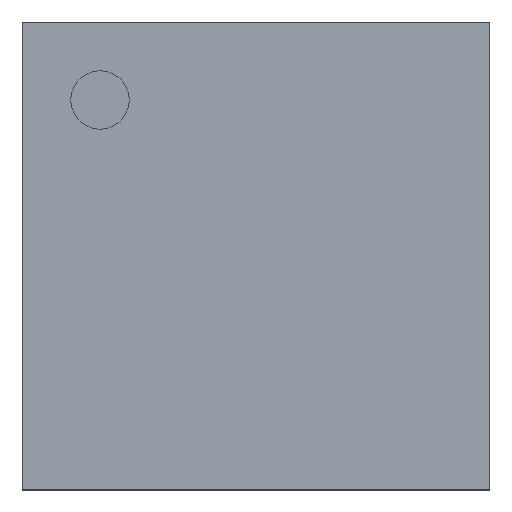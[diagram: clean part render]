
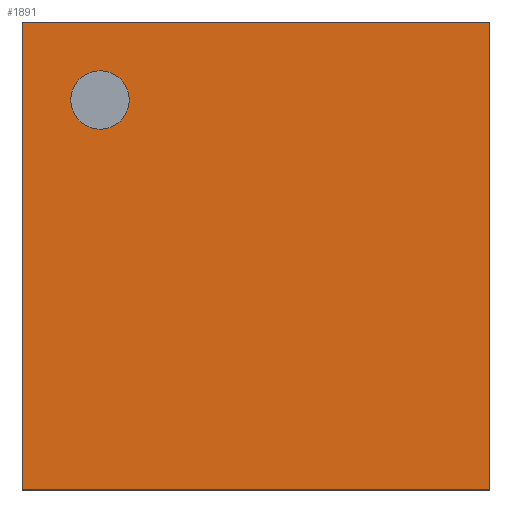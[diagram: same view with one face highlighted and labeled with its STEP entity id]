
A CAD part, top view. The second image highlights one B-rep face of the part: STEP entity #1891.
In plain terms, the highlighted planar face has unit normal (0, 0, 1).
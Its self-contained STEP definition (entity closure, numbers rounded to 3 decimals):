
#1702 = VERTEX_POINT('',#1703);
#1703 = CARTESIAN_POINT('',(0.,0.,1.6));
#1710 = PLANE('',#1711);
#1711 = AXIS2_PLACEMENT_3D('',#1712,#1713,#1714);
#1712 = CARTESIAN_POINT('',(0.,0.,0.4));
#1713 = DIRECTION('',(1.,0.,-0.));
#1714 = DIRECTION('',(0.,0.,1.));
#1722 = PLANE('',#1723);
#1723 = AXIS2_PLACEMENT_3D('',#1724,#1725,#1726);
#1724 = CARTESIAN_POINT('',(0.,0.,0.4));
#1725 = DIRECTION('',(-0.,1.,0.));
#1726 = DIRECTION('',(0.,0.,1.));
#1763 = VERTEX_POINT('',#1764);
#1764 = CARTESIAN_POINT('',(0.,17.,1.6));
#1778 = PLANE('',#1779);
#1779 = AXIS2_PLACEMENT_3D('',#1780,#1781,#1782);
#1780 = CARTESIAN_POINT('',(0.,17.,0.4));
#1781 = DIRECTION('',(-0.,1.,0.));
#1782 = DIRECTION('',(0.,0.,1.));
#1790 = EDGE_CURVE('',#1702,#1763,#1791,.T.);
#1791 = SURFACE_CURVE('',#1792,(#1796,#1803),.PCURVE_S1.);
#1792 = LINE('',#1793,#1794);
#1793 = CARTESIAN_POINT('',(0.,0.,1.6));
#1794 = VECTOR('',#1795,1.);
#1795 = DIRECTION('',(-0.,1.,0.));
#1796 = PCURVE('',#1710,#1797);
#1797 = DEFINITIONAL_REPRESENTATION('',(#1798),#1802);
#1798 = LINE('',#1799,#1800);
#1799 = CARTESIAN_POINT('',(1.2,0.));
#1800 = VECTOR('',#1801,1.);
#1801 = DIRECTION('',(0.,-1.));
#1802 = ( GEOMETRIC_REPRESENTATION_CONTEXT(2) 
PARAMETRIC_REPRESENTATION_CONTEXT() REPRESENTATION_CONTEXT('2D SPACE',''
  ) );
#1803 = PCURVE('',#1804,#1809);
#1804 = PLANE('',#1805);
#1805 = AXIS2_PLACEMENT_3D('',#1806,#1807,#1808);
#1806 = CARTESIAN_POINT('',(0.,0.,1.6));
#1807 = DIRECTION('',(0.,0.,1.));
#1808 = DIRECTION('',(1.,0.,-0.));
#1809 = DEFINITIONAL_REPRESENTATION('',(#1810),#1814);
#1810 = LINE('',#1811,#1812);
#1811 = CARTESIAN_POINT('',(0.,0.));
#1812 = VECTOR('',#1813,1.);
#1813 = DIRECTION('',(0.,1.));
#1814 = ( GEOMETRIC_REPRESENTATION_CONTEXT(2) 
PARAMETRIC_REPRESENTATION_CONTEXT() REPRESENTATION_CONTEXT('2D SPACE',''
  ) );
#1843 = EDGE_CURVE('',#1702,#1844,#1846,.T.);
#1844 = VERTEX_POINT('',#1845);
#1845 = CARTESIAN_POINT('',(17.,0.,1.6));
#1846 = SURFACE_CURVE('',#1847,(#1851,#1858),.PCURVE_S1.);
#1847 = LINE('',#1848,#1849);
#1848 = CARTESIAN_POINT('',(0.,0.,1.6));
#1849 = VECTOR('',#1850,1.);
#1850 = DIRECTION('',(1.,0.,-0.));
#1851 = PCURVE('',#1722,#1852);
#1852 = DEFINITIONAL_REPRESENTATION('',(#1853),#1857);
#1853 = LINE('',#1854,#1855);
#1854 = CARTESIAN_POINT('',(1.2,0.));
#1855 = VECTOR('',#1856,1.);
#1856 = DIRECTION('',(0.,1.));
#1857 = ( GEOMETRIC_REPRESENTATION_CONTEXT(2) 
PARAMETRIC_REPRESENTATION_CONTEXT() REPRESENTATION_CONTEXT('2D SPACE',''
  ) );
#1858 = PCURVE('',#1804,#1859);
#1859 = DEFINITIONAL_REPRESENTATION('',(#1860),#1864);
#1860 = LINE('',#1861,#1862);
#1861 = CARTESIAN_POINT('',(0.,0.));
#1862 = VECTOR('',#1863,1.);
#1863 = DIRECTION('',(1.,0.));
#1864 = ( GEOMETRIC_REPRESENTATION_CONTEXT(2) 
PARAMETRIC_REPRESENTATION_CONTEXT() REPRESENTATION_CONTEXT('2D SPACE',''
  ) );
#1880 = PLANE('',#1881);
#1881 = AXIS2_PLACEMENT_3D('',#1882,#1883,#1884);
#1882 = CARTESIAN_POINT('',(17.,0.,0.4));
#1883 = DIRECTION('',(1.,0.,-0.));
#1884 = DIRECTION('',(0.,0.,1.));
#1891 = ADVANCED_FACE('',(#1892,#1940),#1804,.T.);
#1892 = FACE_BOUND('',#1893,.T.);
#1893 = EDGE_LOOP('',(#1894,#1895,#1896,#1919));
#1894 = ORIENTED_EDGE('',*,*,#1790,.F.);
#1895 = ORIENTED_EDGE('',*,*,#1843,.T.);
#1896 = ORIENTED_EDGE('',*,*,#1897,.T.);
#1897 = EDGE_CURVE('',#1844,#1898,#1900,.T.);
#1898 = VERTEX_POINT('',#1899);
#1899 = CARTESIAN_POINT('',(17.,17.,1.6));
#1900 = SURFACE_CURVE('',#1901,(#1905,#1912),.PCURVE_S1.);
#1901 = LINE('',#1902,#1903);
#1902 = CARTESIAN_POINT('',(17.,0.,1.6));
#1903 = VECTOR('',#1904,1.);
#1904 = DIRECTION('',(-0.,1.,0.));
#1905 = PCURVE('',#1804,#1906);
#1906 = DEFINITIONAL_REPRESENTATION('',(#1907),#1911);
#1907 = LINE('',#1908,#1909);
#1908 = CARTESIAN_POINT('',(17.,0.));
#1909 = VECTOR('',#1910,1.);
#1910 = DIRECTION('',(0.,1.));
#1911 = ( GEOMETRIC_REPRESENTATION_CONTEXT(2) 
PARAMETRIC_REPRESENTATION_CONTEXT() REPRESENTATION_CONTEXT('2D SPACE',''
  ) );
#1912 = PCURVE('',#1880,#1913);
#1913 = DEFINITIONAL_REPRESENTATION('',(#1914),#1918);
#1914 = LINE('',#1915,#1916);
#1915 = CARTESIAN_POINT('',(1.2,0.));
#1916 = VECTOR('',#1917,1.);
#1917 = DIRECTION('',(0.,-1.));
#1918 = ( GEOMETRIC_REPRESENTATION_CONTEXT(2) 
PARAMETRIC_REPRESENTATION_CONTEXT() REPRESENTATION_CONTEXT('2D SPACE',''
  ) );
#1919 = ORIENTED_EDGE('',*,*,#1920,.F.);
#1920 = EDGE_CURVE('',#1763,#1898,#1921,.T.);
#1921 = SURFACE_CURVE('',#1922,(#1926,#1933),.PCURVE_S1.);
#1922 = LINE('',#1923,#1924);
#1923 = CARTESIAN_POINT('',(0.,17.,1.6));
#1924 = VECTOR('',#1925,1.);
#1925 = DIRECTION('',(1.,0.,-0.));
#1926 = PCURVE('',#1804,#1927);
#1927 = DEFINITIONAL_REPRESENTATION('',(#1928),#1932);
#1928 = LINE('',#1929,#1930);
#1929 = CARTESIAN_POINT('',(0.,17.));
#1930 = VECTOR('',#1931,1.);
#1931 = DIRECTION('',(1.,0.));
#1932 = ( GEOMETRIC_REPRESENTATION_CONTEXT(2) 
PARAMETRIC_REPRESENTATION_CONTEXT() REPRESENTATION_CONTEXT('2D SPACE',''
  ) );
#1933 = PCURVE('',#1778,#1934);
#1934 = DEFINITIONAL_REPRESENTATION('',(#1935),#1939);
#1935 = LINE('',#1936,#1937);
#1936 = CARTESIAN_POINT('',(1.2,0.));
#1937 = VECTOR('',#1938,1.);
#1938 = DIRECTION('',(0.,1.));
#1939 = ( GEOMETRIC_REPRESENTATION_CONTEXT(2) 
PARAMETRIC_REPRESENTATION_CONTEXT() REPRESENTATION_CONTEXT('2D SPACE',''
  ) );
#1940 = FACE_BOUND('',#1941,.T.);
#1941 = EDGE_LOOP('',(#1942));
#1942 = ORIENTED_EDGE('',*,*,#1943,.F.);
#1943 = EDGE_CURVE('',#1944,#1944,#1946,.T.);
#1944 = VERTEX_POINT('',#1945);
#1945 = CARTESIAN_POINT('',(3.896,14.167,1.6));
#1946 = SURFACE_CURVE('',#1947,(#1952,#1959),.PCURVE_S1.);
#1947 = CIRCLE('',#1948,1.063);
#1948 = AXIS2_PLACEMENT_3D('',#1949,#1950,#1951);
#1949 = CARTESIAN_POINT('',(2.833,14.167,1.6));
#1950 = DIRECTION('',(0.,0.,1.));
#1951 = DIRECTION('',(1.,0.,-0.));
#1952 = PCURVE('',#1804,#1953);
#1953 = DEFINITIONAL_REPRESENTATION('',(#1954),#1958);
#1954 = CIRCLE('',#1955,1.063);
#1955 = AXIS2_PLACEMENT_2D('',#1956,#1957);
#1956 = CARTESIAN_POINT('',(2.833,14.167));
#1957 = DIRECTION('',(1.,0.));
#1958 = ( GEOMETRIC_REPRESENTATION_CONTEXT(2) 
PARAMETRIC_REPRESENTATION_CONTEXT() REPRESENTATION_CONTEXT('2D SPACE',''
  ) );
#1959 = PCURVE('',#1960,#1965);
#1960 = CYLINDRICAL_SURFACE('',#1961,1.063);
#1961 = AXIS2_PLACEMENT_3D('',#1962,#1963,#1964);
#1962 = CARTESIAN_POINT('',(2.833,14.167,1.5));
#1963 = DIRECTION('',(0.,0.,1.));
#1964 = DIRECTION('',(1.,0.,-0.));
#1965 = DEFINITIONAL_REPRESENTATION('',(#1966),#1970);
#1966 = LINE('',#1967,#1968);
#1967 = CARTESIAN_POINT('',(0.,0.1));
#1968 = VECTOR('',#1969,1.);
#1969 = DIRECTION('',(1.,0.));
#1970 = ( GEOMETRIC_REPRESENTATION_CONTEXT(2) 
PARAMETRIC_REPRESENTATION_CONTEXT() REPRESENTATION_CONTEXT('2D SPACE',''
  ) );
